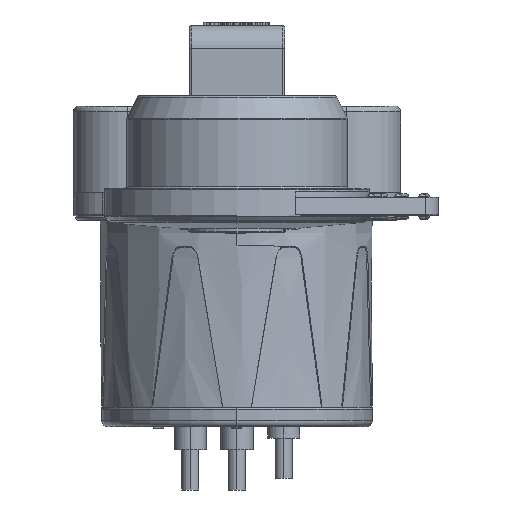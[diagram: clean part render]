
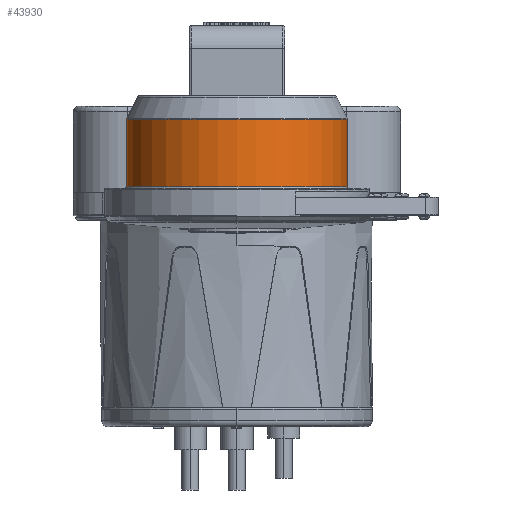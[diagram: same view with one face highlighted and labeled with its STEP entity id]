
A CAD part, front view. The second image highlights one B-rep face of the part: STEP entity #43930.
In plain terms, the highlighted cylindrical face has radius 9.6 mm (diameter 19.2 mm), a partial arc.
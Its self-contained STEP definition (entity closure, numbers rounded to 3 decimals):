
#15105=CARTESIAN_POINT('',(13.85,-32.55,-8.31));
#15106=DIRECTION('',(0.,0.,1.));
#15107=DIRECTION('',(-1.,0.,0.));
#15108=AXIS2_PLACEMENT_3D('',#15105,#15106,#15107);
#15115=CARTESIAN_POINT('',(13.85,-32.55,-2.457));
#15116=DIRECTION('',(0.,0.,1.));
#15117=DIRECTION('',(-1.,0.,0.));
#15118=AXIS2_PLACEMENT_3D('',#15115,#15116,#15117);
#15163=DIRECTION('',(0.,0.,-1.));
#15164=VECTOR('',#15163,5.853);
#15165=CARTESIAN_POINT('',(4.25,-32.55,
-2.457));
#15166=LINE('',#15165,#15164);
#15167=DIRECTION('',(0.,0.,1.));
#15168=VECTOR('',#15167,5.853);
#15169=CARTESIAN_POINT('',(23.45,-32.55,-8.31));
#15170=LINE('',#15169,#15168);
#19533=CARTESIAN_POINT('',(4.25,-32.55,-8.31));
#19535=VERTEX_POINT('',#19533);
#19538=CARTESIAN_POINT('',(23.45,-32.55,-8.31));
#19540=VERTEX_POINT('',#19538);
#19541=CARTESIAN_POINT('',(23.45,-32.55,-2.457));
#19542=VERTEX_POINT('',#19541);
#19543=CARTESIAN_POINT('',(4.25,-32.55,
-2.457));
#19544=VERTEX_POINT('',#19543);
#43916=CARTESIAN_POINT('',(13.85,-32.55,-8.427));
#43917=DIRECTION('',(0.,0.,1.));
#43918=DIRECTION('',(1.,0.,0.));
#43919=AXIS2_PLACEMENT_3D('',#43916,#43917,#43918);
#43920=CYLINDRICAL_SURFACE('',#43919,9.6);
#43922=ORIENTED_EDGE('',*,*,#43921,.T.);
#43924=ORIENTED_EDGE('',*,*,#43923,.F.);
#43925=ORIENTED_EDGE('',*,*,#43910,.F.);
#43927=ORIENTED_EDGE('',*,*,#43926,.F.);
#43928=EDGE_LOOP('',(#43922,#43924,#43925,#43927));
#43929=FACE_OUTER_BOUND('',#43928,.F.);
#43930=ADVANCED_FACE('',(#43929),#43920,.T.);
#15109=CIRCLE('',#15108,9.6);
#15119=CIRCLE('',#15118,9.6);
#43910=EDGE_CURVE('',#19535,#19540,#15109,.T.);
#43921=EDGE_CURVE('',#19544,#19542,#15119,.T.);
#43923=EDGE_CURVE('',#19540,#19542,#15170,.T.);
#43926=EDGE_CURVE('',#19544,#19535,#15166,.T.);
